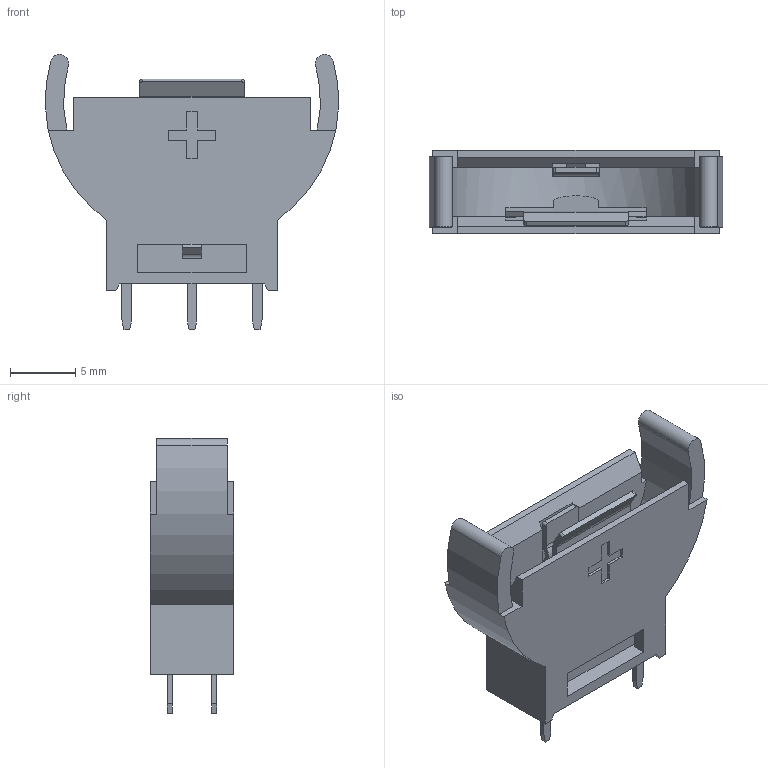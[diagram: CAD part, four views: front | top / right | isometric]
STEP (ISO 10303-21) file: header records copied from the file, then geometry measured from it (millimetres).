
FILE_DESCRIPTION(/* description */ ('Unknown'),/* implementation_level */ '2;1');
FILE_NAME(/* name */ 'A_Wurth_WA-BCPH_79548211',/* time_stamp */ '2026-01-07T15:05:36+08:00',/* author */ ('Unknown'),/* organization */ ('Unknown'),/* preprocessor_version */ 'ST-DEVELOPER v19.4',/* originating_system */ 'Solid Edge',/* authorisation */ 'Unknown');
FILE_SCHEMA (('AUTOMOTIVE_DESIGN {1 0 10303 214 3 1 1}'));
Length unit declared in the file: millimetre
Products named in the file (1): A_Wurth_WA-BCPH_79548211
Bounding box: 22.48 x 6.4 x 21.1 mm (x, y, z)
Volume: 976.1 mm3; surface area: 1925 mm2
Topology: 3 solids, 3 shells, 163 faces, 462 edges, 304 vertices
Faces by surface type: plane 136, cylinder 27
Entity records: 5299 total; most frequent: CARTESIAN_POINT 930, ORIENTED_EDGE 924, DIRECTION 856, EDGE_CURVE 462, LINE 396, VECTOR 396, VERTEX_POINT 304, AXIS2_PLACEMENT_3D 230
